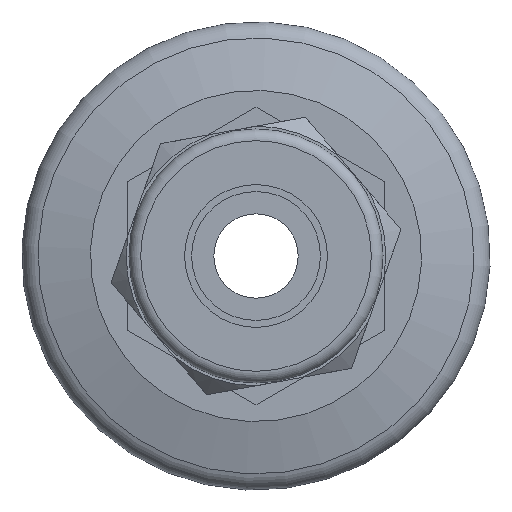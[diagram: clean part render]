
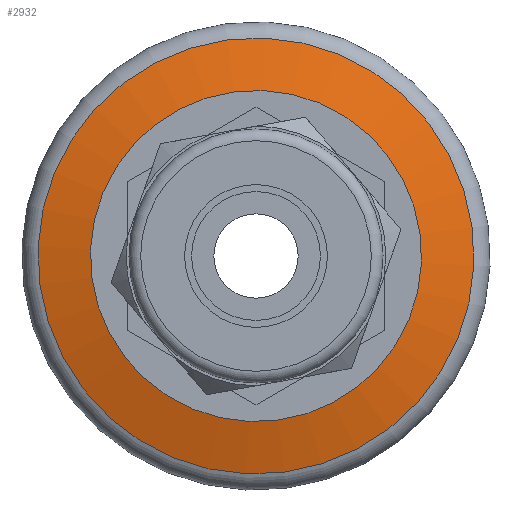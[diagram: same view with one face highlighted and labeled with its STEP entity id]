
A CAD part, left-side view. The second image highlights one B-rep face of the part: STEP entity #2932.
In plain terms, the highlighted conical face has half-angle 75 degrees and reference radius 14.141 mm.
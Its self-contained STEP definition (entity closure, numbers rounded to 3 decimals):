
#822 = CARTESIAN_POINT ( 'NONE',  ( -7.07, 0., 0. ) ) ;
#855 = DIRECTION ( 'NONE',  ( -1., 0., 0. ) ) ;
#926 = AXIS2_PLACEMENT_3D ( 'NONE', #822, #855, #7541 ) ;
#1203 = ORIENTED_EDGE ( 'NONE', *, *, #9238, .F. ) ;
#1844 = CARTESIAN_POINT ( 'NONE',  ( -8.27, 0., 0. ) ) ;
#1895 = VERTEX_POINT ( 'NONE', #8670 ) ;
#1941 = CIRCLE ( 'NONE', #926, 18.618 ) ;
#2932 = ADVANCED_FACE ( 'NONE', ( #2994, #8534 ), #7409, .T. ) ;
#2994 = FACE_OUTER_BOUND ( 'NONE', #6752, .T. ) ;
#3172 = EDGE_LOOP ( 'NONE', ( #1203 ) ) ;
#3228 = DIRECTION ( 'NONE',  ( 0., -0.924, -0.382 ) ) ;
#3359 = DIRECTION ( 'NONE',  ( -1., 0., 0. ) ) ;
#3462 = EDGE_CURVE ( 'NONE', #4307, #4307, #1941, .T. ) ;
#4073 = DIRECTION ( 'NONE',  ( 0., 0.924, 0.382 ) ) ;
#4198 = AXIS2_PLACEMENT_3D ( 'NONE', #1844, #6851, #3228 ) ;
#4307 = VERTEX_POINT ( 'NONE', #9285 ) ;
#4847 = CIRCLE ( 'NONE', #6559, 14.141 ) ;
#5529 = CARTESIAN_POINT ( 'NONE',  ( -8.27, 0., 0. ) ) ;
#6252 = ORIENTED_EDGE ( 'NONE', *, *, #3462, .T. ) ;
#6559 = AXIS2_PLACEMENT_3D ( 'NONE', #5529, #3359, #4073 ) ;
#6752 = EDGE_LOOP ( 'NONE', ( #6252 ) ) ;
#6851 = DIRECTION ( 'NONE',  ( 1., 0., 0. ) ) ;
#7409 = CONICAL_SURFACE ( 'NONE', #4198, 14.141, 1.309 ) ;
#7541 = DIRECTION ( 'NONE',  ( 0., 0.924, 0.382 ) ) ;
#8534 = FACE_BOUND ( 'NONE', #3172, .T. ) ;
#8670 = CARTESIAN_POINT ( 'NONE',  ( -8.27, 13.069, 5.4 ) ) ;
#9238 = EDGE_CURVE ( 'NONE', #1895, #1895, #4847, .T. ) ;
#9285 = CARTESIAN_POINT ( 'NONE',  ( -7.07, 17.207, 7.109 ) ) ;
